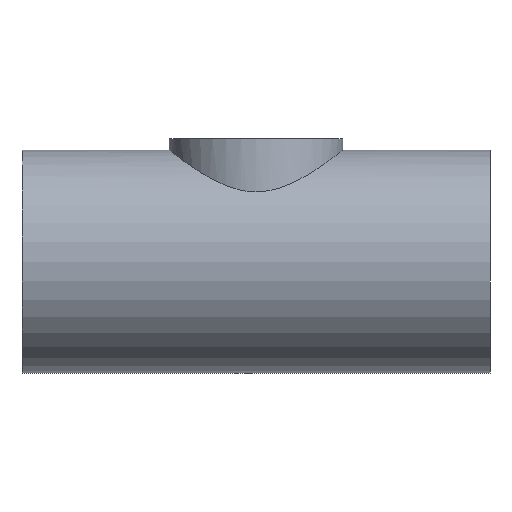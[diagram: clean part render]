
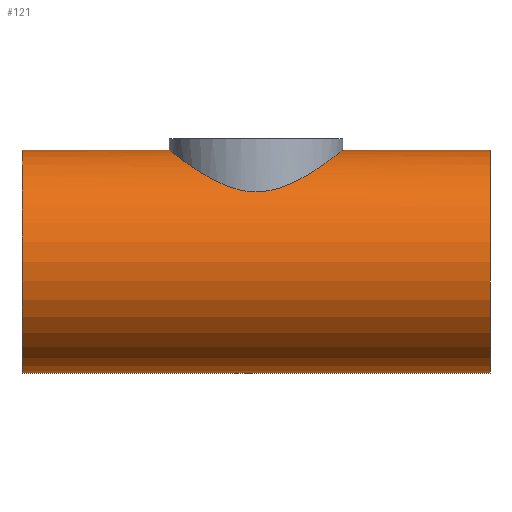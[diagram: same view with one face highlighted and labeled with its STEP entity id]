
A CAD part, front view. The second image highlights one B-rep face of the part: STEP entity #121.
In plain terms, the highlighted cylindrical face has radius 57.15 mm (diameter 114.3 mm), a full revolution.
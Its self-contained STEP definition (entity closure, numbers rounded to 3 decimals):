
#21=FACE_BOUND('',#39,.T.);
#28=FACE_OUTER_BOUND('',#38,.T.);
#38=EDGE_LOOP('',(#104,#105,#106,#107));
#39=EDGE_LOOP('',(#108,#109));
#46=CIRCLE('',#152,57.15);
#47=CIRCLE('',#154,57.15);
#51=LINE('',#350,#55);
#55=VECTOR('',#185,57.15);
#58=B_SPLINE_CURVE_WITH_KNOTS('',3,(#275,#276,#277,#278,#279,#280,#281,
#282,#283,#284,#285,#286,#287,#288,#289,#290,#291,#292),.UNSPECIFIED.,.F.,
 .F.,(4,2,2,2,2,2,2,2,4),(0.,0.906,1.813,2.719,
3.626,4.508,5.39,6.273,7.155),
 .UNSPECIFIED.);
#59=B_SPLINE_CURVE_WITH_KNOTS('',3,(#293,#294,#295,#296,#297,#298,#299,
#300,#301,#302,#303,#304,#305,#306,#307,#308,#309,#310,#311,#312,#313,#314,
#315,#316,#317,#318,#319,#320,#321,#322,#323,#324,#325,#326,#327,#328,#329,
#330,#331,#332,#333,#334,#335,#336,#337,#338,#339,#340,#341,#342),
 .UNSPECIFIED.,.F.,.F.,(4,2,2,2,2,2,2,2,2,2,2,2,2,2,2,2,2,2,2,2,2,2,2,2,
4),(7.155,8.037,8.92,9.802,10.685,
11.591,12.497,13.404,14.31,15.216,
16.123,17.029,17.936,18.818,19.7,
20.583,21.465,22.347,23.23,24.112,
24.995,25.901,26.807,27.714,28.62),
 .UNSPECIFIED.);
#66=VERTEX_POINT('',#272);
#67=VERTEX_POINT('',#274);
#68=VERTEX_POINT('',#345);
#69=VERTEX_POINT('',#348);
#79=EDGE_CURVE('',#67,#66,#58,.T.);
#80=EDGE_CURVE('',#66,#67,#59,.T.);
#81=EDGE_CURVE('',#68,#68,#46,.T.);
#82=EDGE_CURVE('',#69,#69,#47,.T.);
#83=EDGE_CURVE('',#69,#68,#51,.T.);
#104=ORIENTED_EDGE('',*,*,#82,.F.);
#105=ORIENTED_EDGE('',*,*,#83,.T.);
#106=ORIENTED_EDGE('',*,*,#81,.F.);
#107=ORIENTED_EDGE('',*,*,#83,.F.);
#108=ORIENTED_EDGE('',*,*,#79,.T.);
#109=ORIENTED_EDGE('',*,*,#80,.T.);
#115=CYLINDRICAL_SURFACE('',#153,57.15);
#121=ADVANCED_FACE('',(#28,#21),#115,.T.);
#152=AXIS2_PLACEMENT_3D('',#346,#179,#180);
#153=AXIS2_PLACEMENT_3D('',#347,#181,#182);
#154=AXIS2_PLACEMENT_3D('',#349,#183,#184);
#179=DIRECTION('center_axis',(-1.,0.,0.));
#180=DIRECTION('ref_axis',(0.,1.,0.));
#181=DIRECTION('center_axis',(1.,0.,0.));
#182=DIRECTION('ref_axis',(0.,1.,0.));
#183=DIRECTION('center_axis',(1.,0.,0.));
#184=DIRECTION('ref_axis',(0.,1.,0.));
#185=DIRECTION('',(-1.,0.,0.));
#272=CARTESIAN_POINT('',(-44.55,0.,57.15));
#274=CARTESIAN_POINT('',(0.,-44.55,35.797));
#275=CARTESIAN_POINT('Ctrl Pts',(0.,-44.55,35.797));
#276=CARTESIAN_POINT('Ctrl Pts',(-3.021,-44.55,35.797));
#277=CARTESIAN_POINT('Ctrl Pts',(-6.034,-44.24,36.191));
#278=CARTESIAN_POINT('Ctrl Pts',(-11.884,-43.039,37.611));
#279=CARTESIAN_POINT('Ctrl Pts',(-14.723,-42.149,38.63));
#280=CARTESIAN_POINT('Ctrl Pts',(-20.111,-39.86,40.988));
#281=CARTESIAN_POINT('Ctrl Pts',(-22.665,-38.46,42.325));
#282=CARTESIAN_POINT('Ctrl Pts',(-27.393,-35.249,45.034));
#283=CARTESIAN_POINT('Ctrl Pts',(-29.566,-33.437,46.405));
#284=CARTESIAN_POINT('Ctrl Pts',(-33.386,-29.617,48.929));
#285=CARTESIAN_POINT('Ctrl Pts',(-35.186,-27.474,50.182));
#286=CARTESIAN_POINT('Ctrl Pts',(-38.409,-22.751,52.492));
#287=CARTESIAN_POINT('Ctrl Pts',(-39.833,-20.171,53.549));
#288=CARTESIAN_POINT('Ctrl Pts',(-42.156,-14.711,55.298));
#289=CARTESIAN_POINT('Ctrl Pts',(-43.057,-11.826,55.992));
#290=CARTESIAN_POINT('Ctrl Pts',(-44.254,-5.941,56.918));
#291=CARTESIAN_POINT('Ctrl Pts',(-44.55,-2.941,57.15));
#292=CARTESIAN_POINT('Ctrl Pts',(-44.55,0.,57.15));
#293=CARTESIAN_POINT('Ctrl Pts',(-44.55,0.,57.15));
#294=CARTESIAN_POINT('Ctrl Pts',(-44.55,2.941,57.15));
#295=CARTESIAN_POINT('Ctrl Pts',(-44.254,5.941,56.918));
#296=CARTESIAN_POINT('Ctrl Pts',(-43.057,11.826,55.992));
#297=CARTESIAN_POINT('Ctrl Pts',(-42.156,14.711,55.298));
#298=CARTESIAN_POINT('Ctrl Pts',(-39.833,20.171,53.549));
#299=CARTESIAN_POINT('Ctrl Pts',(-38.409,22.751,52.492));
#300=CARTESIAN_POINT('Ctrl Pts',(-35.186,27.474,50.182));
#301=CARTESIAN_POINT('Ctrl Pts',(-33.386,29.617,48.929));
#302=CARTESIAN_POINT('Ctrl Pts',(-29.566,33.437,46.405));
#303=CARTESIAN_POINT('Ctrl Pts',(-27.393,35.249,45.034));
#304=CARTESIAN_POINT('Ctrl Pts',(-22.665,38.46,42.325));
#305=CARTESIAN_POINT('Ctrl Pts',(-20.111,39.86,40.988));
#306=CARTESIAN_POINT('Ctrl Pts',(-14.723,42.149,38.63));
#307=CARTESIAN_POINT('Ctrl Pts',(-11.884,43.039,37.611));
#308=CARTESIAN_POINT('Ctrl Pts',(-6.034,44.24,36.191));
#309=CARTESIAN_POINT('Ctrl Pts',(-3.021,44.55,35.797));
#310=CARTESIAN_POINT('Ctrl Pts',(3.021,44.55,35.797));
#311=CARTESIAN_POINT('Ctrl Pts',(6.034,44.24,36.191));
#312=CARTESIAN_POINT('Ctrl Pts',(11.884,43.039,37.611));
#313=CARTESIAN_POINT('Ctrl Pts',(14.723,42.149,38.63));
#314=CARTESIAN_POINT('Ctrl Pts',(20.111,39.86,40.988));
#315=CARTESIAN_POINT('Ctrl Pts',(22.665,38.46,42.325));
#316=CARTESIAN_POINT('Ctrl Pts',(27.393,35.249,45.034));
#317=CARTESIAN_POINT('Ctrl Pts',(29.566,33.437,46.405));
#318=CARTESIAN_POINT('Ctrl Pts',(33.386,29.617,48.929));
#319=CARTESIAN_POINT('Ctrl Pts',(35.186,27.474,50.182));
#320=CARTESIAN_POINT('Ctrl Pts',(38.409,22.751,52.492));
#321=CARTESIAN_POINT('Ctrl Pts',(39.833,20.171,53.549));
#322=CARTESIAN_POINT('Ctrl Pts',(42.156,14.711,55.298));
#323=CARTESIAN_POINT('Ctrl Pts',(43.057,11.826,55.992));
#324=CARTESIAN_POINT('Ctrl Pts',(44.254,5.941,56.918));
#325=CARTESIAN_POINT('Ctrl Pts',(44.55,2.941,57.15));
#326=CARTESIAN_POINT('Ctrl Pts',(44.55,-2.941,57.15));
#327=CARTESIAN_POINT('Ctrl Pts',(44.254,-5.941,56.918));
#328=CARTESIAN_POINT('Ctrl Pts',(43.057,-11.826,55.992));
#329=CARTESIAN_POINT('Ctrl Pts',(42.156,-14.711,55.298));
#330=CARTESIAN_POINT('Ctrl Pts',(39.833,-20.171,53.549));
#331=CARTESIAN_POINT('Ctrl Pts',(38.409,-22.751,52.492));
#332=CARTESIAN_POINT('Ctrl Pts',(35.186,-27.474,50.182));
#333=CARTESIAN_POINT('Ctrl Pts',(33.386,-29.617,48.929));
#334=CARTESIAN_POINT('Ctrl Pts',(29.566,-33.437,46.405));
#335=CARTESIAN_POINT('Ctrl Pts',(27.393,-35.249,45.034));
#336=CARTESIAN_POINT('Ctrl Pts',(22.665,-38.46,42.325));
#337=CARTESIAN_POINT('Ctrl Pts',(20.111,-39.86,40.988));
#338=CARTESIAN_POINT('Ctrl Pts',(14.723,-42.149,38.63));
#339=CARTESIAN_POINT('Ctrl Pts',(11.884,-43.039,37.611));
#340=CARTESIAN_POINT('Ctrl Pts',(6.034,-44.24,36.191));
#341=CARTESIAN_POINT('Ctrl Pts',(3.021,-44.55,35.797));
#342=CARTESIAN_POINT('Ctrl Pts',(0.,-44.55,35.797));
#345=CARTESIAN_POINT('',(-120.,-57.15,0.));
#346=CARTESIAN_POINT('Origin',(-120.,0.,0.));
#347=CARTESIAN_POINT('Origin',(0.,0.,0.));
#348=CARTESIAN_POINT('',(120.,-57.15,0.));
#349=CARTESIAN_POINT('Origin',(120.,0.,0.));
#350=CARTESIAN_POINT('',(0.,-57.15,0.));
